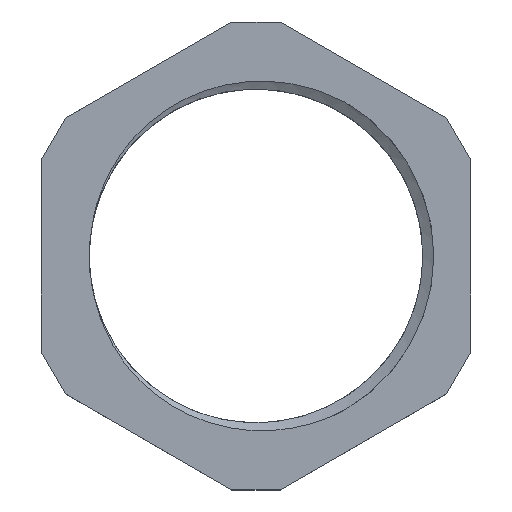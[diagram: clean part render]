
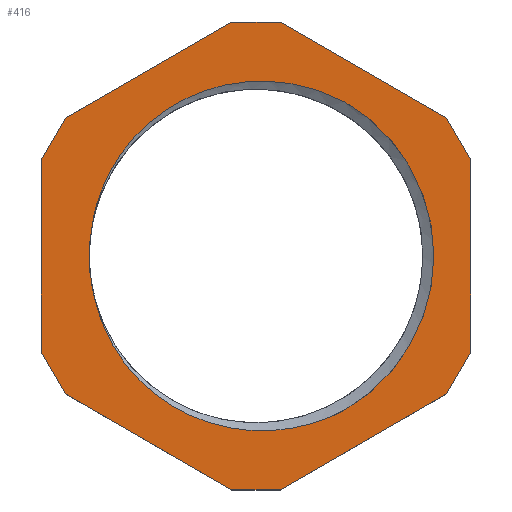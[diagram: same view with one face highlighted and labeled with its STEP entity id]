
A CAD part, top view. The second image highlights one B-rep face of the part: STEP entity #416.
In plain terms, the highlighted planar face has unit normal (0, 0, 1).
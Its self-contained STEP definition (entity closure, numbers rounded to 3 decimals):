
#16=FACE_BOUND('',#164,.T.);
#41=LINE('',#1162,#65);
#44=LINE('',#1176,#68);
#46=LINE('',#1184,#70);
#48=LINE('',#1196,#72);
#50=LINE('',#1204,#74);
#52=LINE('',#1216,#76);
#54=LINE('',#1224,#78);
#56=LINE('',#1237,#80);
#59=LINE('',#1250,#83);
#60=LINE('',#1257,#84);
#63=LINE('',#1270,#87);
#64=LINE('',#1275,#88);
#65=VECTOR('',#467,10.);
#68=VECTOR('',#472,10.);
#70=VECTOR('',#476,10.);
#72=VECTOR('',#480,10.);
#74=VECTOR('',#484,10.);
#76=VECTOR('',#488,10.);
#78=VECTOR('',#492,10.);
#80=VECTOR('',#496,10.);
#83=VECTOR('',#501,10.);
#84=VECTOR('',#504,10.);
#87=VECTOR('',#509,10.);
#88=VECTOR('',#512,10.);
#102=PLANE('',#456);
#104=CIRCLE('',#427,11.665);
#112=CIRCLE('',#455,12.426);
#138=FACE_OUTER_BOUND('',#163,.T.);
#163=EDGE_LOOP('',(#375,#376,#377,#378,#379,#380,#381,#382,#383,#384,#385,
#386));
#164=EDGE_LOOP('',(#387,#388,#389,#390));
#167=B_SPLINE_CURVE_WITH_KNOTS('',3,(#767,#768,#769,#770,#771,#772,#773,
#774,#775,#776,#777,#778,#779),.UNSPECIFIED.,.F.,.F.,(4,3,3,3,4),(-2.255,
-1.79,-1.203,-0.606,0.),
 .UNSPECIFIED.);
#172=B_SPLINE_CURVE_WITH_KNOTS('',3,(#1146,#1147,#1148,#1149,#1150,#1151,
#1152,#1153,#1154,#1155,#1156,#1157,#1158),.UNSPECIFIED.,.F.,.F.,(4,3,3,
3,4),(-2.252,-1.764,-1.167,-0.578,
0.),.UNSPECIFIED.);
#175=VERTEX_POINT('',#727);
#176=VERTEX_POINT('',#766);
#178=VERTEX_POINT('',#821);
#180=VERTEX_POINT('',#1039);
#181=VERTEX_POINT('',#1160);
#182=VERTEX_POINT('',#1161);
#186=VERTEX_POINT('',#1175);
#188=VERTEX_POINT('',#1183);
#191=VERTEX_POINT('',#1195);
#193=VERTEX_POINT('',#1203);
#196=VERTEX_POINT('',#1215);
#198=VERTEX_POINT('',#1223);
#201=VERTEX_POINT('',#1235);
#202=VERTEX_POINT('',#1236);
#206=VERTEX_POINT('',#1255);
#207=VERTEX_POINT('',#1256);
#213=EDGE_CURVE('',#175,#176,#167,.T.);
#217=EDGE_CURVE('',#178,#175,#104,.T.);
#220=EDGE_CURVE('',#180,#178,#172,.T.);
#221=EDGE_CURVE('',#181,#182,#41,.T.);
#226=EDGE_CURVE('',#182,#186,#44,.T.);
#229=EDGE_CURVE('',#186,#188,#46,.T.);
#233=EDGE_CURVE('',#188,#191,#48,.T.);
#236=EDGE_CURVE('',#191,#193,#50,.T.);
#240=EDGE_CURVE('',#193,#196,#52,.T.);
#243=EDGE_CURVE('',#196,#198,#54,.T.);
#247=EDGE_CURVE('',#201,#202,#56,.T.);
#252=EDGE_CURVE('',#202,#181,#59,.T.);
#254=EDGE_CURVE('',#206,#207,#60,.T.);
#259=EDGE_CURVE('',#198,#206,#63,.T.);
#261=EDGE_CURVE('',#207,#201,#64,.T.);
#270=EDGE_CURVE('',#180,#176,#112,.T.);
#375=ORIENTED_EDGE('',*,*,#259,.T.);
#376=ORIENTED_EDGE('',*,*,#254,.T.);
#377=ORIENTED_EDGE('',*,*,#261,.T.);
#378=ORIENTED_EDGE('',*,*,#247,.T.);
#379=ORIENTED_EDGE('',*,*,#252,.T.);
#380=ORIENTED_EDGE('',*,*,#221,.T.);
#381=ORIENTED_EDGE('',*,*,#226,.T.);
#382=ORIENTED_EDGE('',*,*,#229,.T.);
#383=ORIENTED_EDGE('',*,*,#233,.T.);
#384=ORIENTED_EDGE('',*,*,#236,.T.);
#385=ORIENTED_EDGE('',*,*,#240,.T.);
#386=ORIENTED_EDGE('',*,*,#243,.T.);
#387=ORIENTED_EDGE('',*,*,#270,.T.);
#388=ORIENTED_EDGE('',*,*,#213,.F.);
#389=ORIENTED_EDGE('',*,*,#217,.F.);
#390=ORIENTED_EDGE('',*,*,#220,.F.);
#416=ADVANCED_FACE('',(#138,#16),#102,.T.);
#427=AXIS2_PLACEMENT_3D('',#860,#463,#464);
#455=AXIS2_PLACEMENT_3D('',#1294,#543,#544);
#456=AXIS2_PLACEMENT_3D('',#1295,#545,#546);
#463=DIRECTION('center_axis',(0.,0.,1.));
#464=DIRECTION('ref_axis',(-1.,0.,0.));
#467=DIRECTION('',(0.866,0.5,0.));
#472=DIRECTION('',(0.5,0.866,0.));
#476=DIRECTION('',(0.,1.,0.));
#480=DIRECTION('',(-0.5,0.866,0.));
#484=DIRECTION('',(-0.866,0.5,0.));
#488=DIRECTION('',(-1.,0.,0.));
#492=DIRECTION('',(-0.866,-0.5,0.));
#496=DIRECTION('',(0.866,-0.5,0.));
#501=DIRECTION('',(1.,0.,0.));
#504=DIRECTION('',(0.,-1.,0.));
#509=DIRECTION('',(-0.5,-0.866,0.));
#512=DIRECTION('',(0.5,-0.866,0.));
#543=DIRECTION('center_axis',(0.,0.,-1.));
#544=DIRECTION('ref_axis',(-1.,0.,0.));
#545=DIRECTION('center_axis',(0.,0.,1.));
#546=DIRECTION('ref_axis',(1.,0.,0.));
#727=CARTESIAN_POINT('',(-11.357,-2.664,4.));
#766=CARTESIAN_POINT('',(6.213,-10.761,4.));
#767=CARTESIAN_POINT('Ctrl Pts',(-11.357,-2.663,4.));
#768=CARTESIAN_POINT('Ctrl Pts',(-11.055,-4.181,4.));
#769=CARTESIAN_POINT('Ctrl Pts',(-10.454,-5.631,4.));
#770=CARTESIAN_POINT('Ctrl Pts',(-9.595,-6.915,4.));
#771=CARTESIAN_POINT('Ctrl Pts',(-8.51,-8.535,4.));
#772=CARTESIAN_POINT('Ctrl Pts',(-7.016,-9.88,4.));
#773=CARTESIAN_POINT('Ctrl Pts',(-5.3,-10.796,4.));
#774=CARTESIAN_POINT('Ctrl Pts',(-3.555,-11.728,4.));
#775=CARTESIAN_POINT('Ctrl Pts',(-1.57,-12.221,4.));
#776=CARTESIAN_POINT('Ctrl Pts',(0.411,-12.22,4.));
#777=CARTESIAN_POINT('Ctrl Pts',(2.423,-12.219,4.));
#778=CARTESIAN_POINT('Ctrl Pts',(4.431,-11.714,4.));
#779=CARTESIAN_POINT('Ctrl Pts',(6.213,-10.761,4.));
#821=CARTESIAN_POINT('',(-11.357,2.664,4.));
#860=CARTESIAN_POINT('Origin',(0.,0.,4.));
#1039=CARTESIAN_POINT('',(6.213,10.761,4.));
#1146=CARTESIAN_POINT('Ctrl Pts',(6.213,10.761,4.));
#1147=CARTESIAN_POINT('Ctrl Pts',(4.778,11.526,4.));
#1148=CARTESIAN_POINT('Ctrl Pts',(3.2,12.007,4.));
#1149=CARTESIAN_POINT('Ctrl Pts',(1.584,12.163,4.));
#1150=CARTESIAN_POINT('Ctrl Pts',(-0.397,12.355,4.));
#1151=CARTESIAN_POINT('Ctrl Pts',(-2.424,12.053,4.));
#1152=CARTESIAN_POINT('Ctrl Pts',(-4.256,11.291,4.));
#1153=CARTESIAN_POINT('Ctrl Pts',(-6.058,10.541,4.));
#1154=CARTESIAN_POINT('Ctrl Pts',(-7.681,9.339,4.));
#1155=CARTESIAN_POINT('Ctrl Pts',(-8.918,7.827,4.));
#1156=CARTESIAN_POINT('Ctrl Pts',(-10.135,6.341,4.));
#1157=CARTESIAN_POINT('Ctrl Pts',(-10.982,4.555,4.));
#1158=CARTESIAN_POINT('Ctrl Pts',(-11.357,2.664,4.));
#1160=CARTESIAN_POINT('',(1.683,-16.349,4.));
#1161=CARTESIAN_POINT('',(13.317,-9.632,4.));
#1162=CARTESIAN_POINT('',(13.953,-9.265,4.));
#1175=CARTESIAN_POINT('',(15.,-6.716,4.));
#1176=CARTESIAN_POINT('',(14.579,-7.445,4.));
#1183=CARTESIAN_POINT('',(15.,6.716,4.));
#1184=CARTESIAN_POINT('',(15.,-0.735,4.));
#1195=CARTESIAN_POINT('',(13.317,9.632,4.));
#1196=CARTESIAN_POINT('',(17.282,2.763,4.));
#1203=CARTESIAN_POINT('',(1.683,16.349,4.));
#1204=CARTESIAN_POINT('',(11.682,10.576,4.));
#1215=CARTESIAN_POINT('',(-1.683,16.349,4.));
#1216=CARTESIAN_POINT('',(6.248,16.349,4.));
#1223=CARTESIAN_POINT('',(-13.317,9.632,4.));
#1224=CARTESIAN_POINT('',(-6.863,13.358,4.));
#1235=CARTESIAN_POINT('',(-13.317,-9.632,4.));
#1236=CARTESIAN_POINT('',(-1.683,-16.349,4.));
#1237=CARTESIAN_POINT('',(2.498,-18.763,4.));
#1250=CARTESIAN_POINT('',(7.932,-16.349,4.));
#1255=CARTESIAN_POINT('',(-15.,6.716,4.));
#1256=CARTESIAN_POINT('',(-15.,-6.716,4.));
#1257=CARTESIAN_POINT('',(-15.,-7.451,4.));
#1270=CARTESIAN_POINT('',(-14.579,7.445,4.));
#1275=CARTESIAN_POINT('',(-10.192,-15.043,4.));
#1294=CARTESIAN_POINT('Origin',(0.,0.,4.));
#1295=CARTESIAN_POINT('Origin',(14.18,-8.187,4.));
